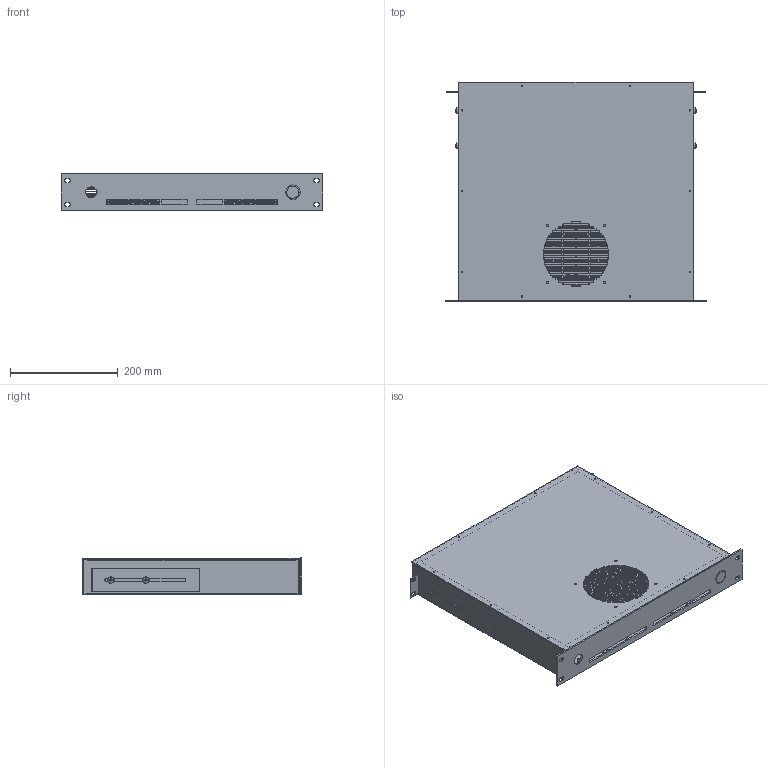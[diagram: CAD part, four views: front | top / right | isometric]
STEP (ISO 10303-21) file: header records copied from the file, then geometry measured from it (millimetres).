
FILE_DESCRIPTION(/* description */ (''),/* implementation_level */ '2;1');
FILE_NAME(/* name */ 'QDRIVE_Obudowa',/* time_stamp */ '2024-10-23T16:18:49+02:00',/* author */ (''),/* organization */ (''),/* preprocessor_version */ 'ST-DEVELOPER v19.2',/* originating_system */ 'Rhino 8.12',/* authorisation */ '');
FILE_SCHEMA (('CONFIG_CONTROL_DESIGN'));
Length unit declared in the file: millimetre
Products named in the file (13): Document; QLed45; QLed15; Board_Geoms_b3be13; Pcb_b3be5; Step_Models_b3be14; Top_b3be12; D3_LED_WS2812B_PLCC4_50x50mm_P32mm_f2ba7d6c124"11; D2_LED_WS2812B_PLCC4_50x50mm_P32mm_2b9a9c1b872"3; D4_LED_WS2812B_PLCC4_50x50mm_P32mm_c8245873128"9; D1_LED_WS2812B_PLCC4_50x50mm_P32mm_08557fefc6a"7; Ledy_1-przesłona3; Ledy_1-transp4
Bounding box: 484 x 406.5 x 68 mm (x, y, z)
Volume: 806185.1 mm3; surface area: 1055325.1 mm2
Topology: 53 solids, 53 shells, 1766 faces, 5769 edges, 4384 vertices
Faces by surface type: plane 824, cylinder 724, bspline 218
Entity records: 67649 total; most frequent: CARTESIAN_POINT 24230, ORIENTED_EDGE 7938, DIRECTION 5211, EDGE_CURVE 3969, AXIS2_PLACEMENT_3D 3378, B_SPLINE_CURVE_WITH_KNOTS 2947, VERTEX_POINT 2598, EDGE_LOOP 1871
